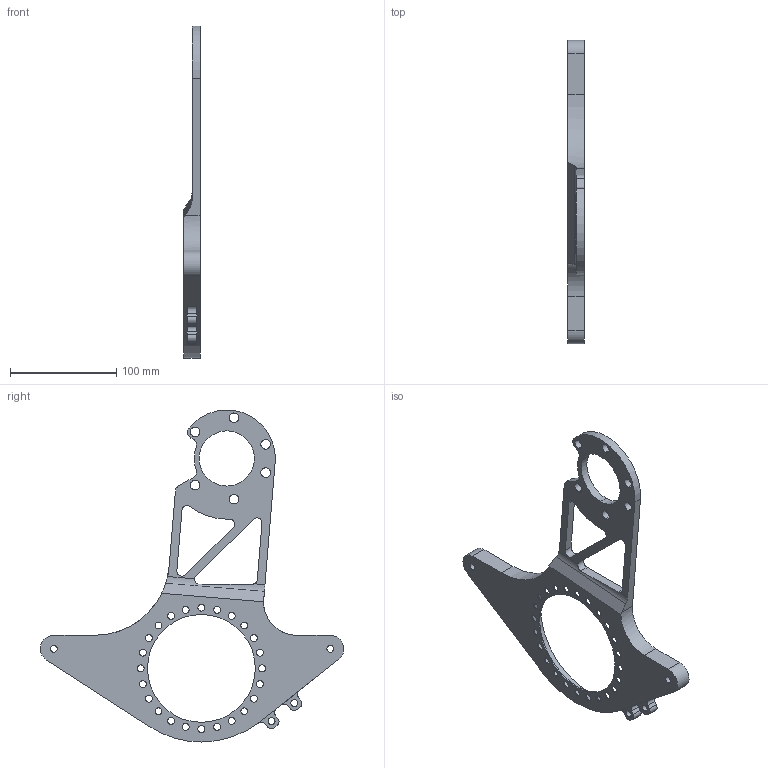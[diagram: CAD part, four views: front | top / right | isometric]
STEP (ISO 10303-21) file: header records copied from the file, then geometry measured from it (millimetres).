
FILE_DESCRIPTION (( 'STEP AP214' ), '1' );
FILE_NAME ('MDMount_NFR25-Right Mount.STEP', '2025-01-30T03:14:11', ( '' ), ( '' ), 'SwSTEP 2.0', 'SolidWorks 2024', '' );
FILE_SCHEMA (( 'AUTOMOTIVE_DESIGN' ));
Length unit declared in the file: inch
Products named in the file (1): MDMount_NFR25-Right Mount
Bounding box: 15.24 x 285.97 x 312.87 mm (x, y, z)
Volume: 237911.9 mm3; surface area: 71656.5 mm2
Topology: 1 solids, 1 shells, 132 faces, 387 edges, 258 vertices
Faces by surface type: cylinder 104, plane 28
Entity records: 4705 total; most frequent: DIRECTION 857, CARTESIAN_POINT 818, ORIENTED_EDGE 774, EDGE_CURVE 387, AXIS2_PLACEMENT_3D 343, VERTEX_POINT 258, CIRCLE 210, EDGE_LOOP 209
